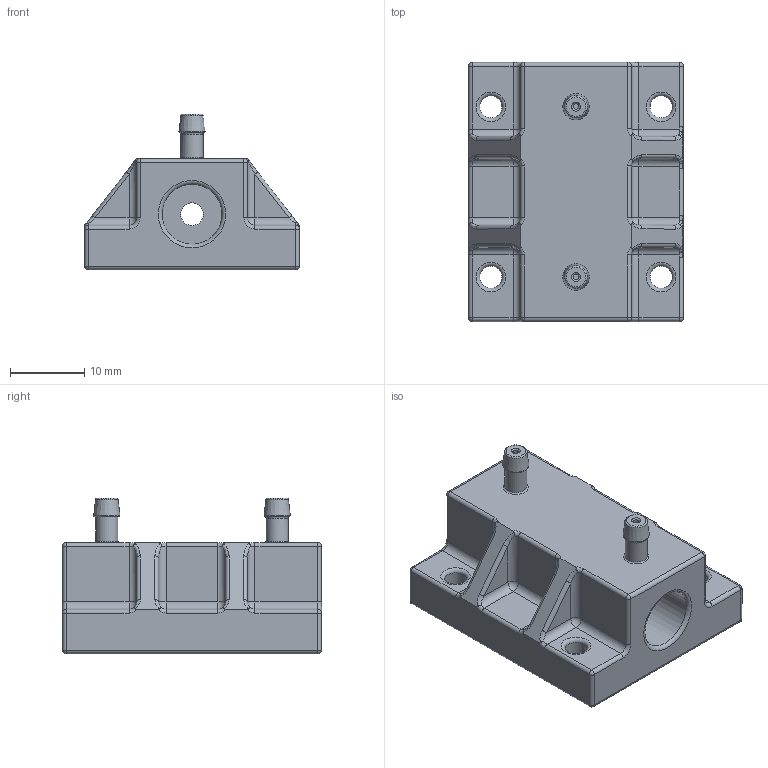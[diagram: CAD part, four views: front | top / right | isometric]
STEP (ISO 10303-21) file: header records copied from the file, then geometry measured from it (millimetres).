
FILE_DESCRIPTION(/* description */ ('www.basicairdata.eu'),/* implementation_level */ '2;1');
FILE_NAME(/* name */ '101 flange.stp',/* time_stamp */ '2015-05-18T17:06:46+02:00',/* author */ ('JLJ '),/* organization */ ('BasicAirData'),/* preprocessor_version */ 'ST-DEVELOPER v16.1',/* originating_system */ 'Autodesk Inventor 2016',/* authorisation */ '');
FILE_SCHEMA (('AUTOMOTIVE_DESIGN { 1 0 10303 214 3 1 1 }'));
Length unit declared in the file: millimetre
Products named in the file (1): 101 flange
Bounding box: 29 x 35 x 21 mm (x, y, z)
Volume: 10057.4 mm3; surface area: 4651.6 mm2
Topology: 1 solids, 1 shells, 204 faces, 474 edges, 276 vertices
Faces by surface type: cylinder 73, bspline 41, torus 34, plane 34, sphere 20, cone 2
Full cylindrical faces by diameter (mm): 0.8 x2, 3 x6, 3.1 x1
Entity records: 8108 total; most frequent: CARTESIAN_POINT 3716, DIRECTION 910, ORIENTED_EDGE 874, EDGE_CURVE 437, AXIS2_PLACEMENT_3D 389, VERTEX_POINT 268, EDGE_LOOP 251, FACE_OUTER_BOUND 204
